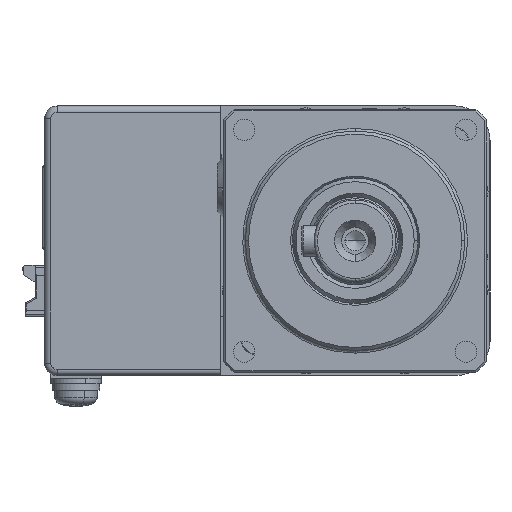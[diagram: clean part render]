
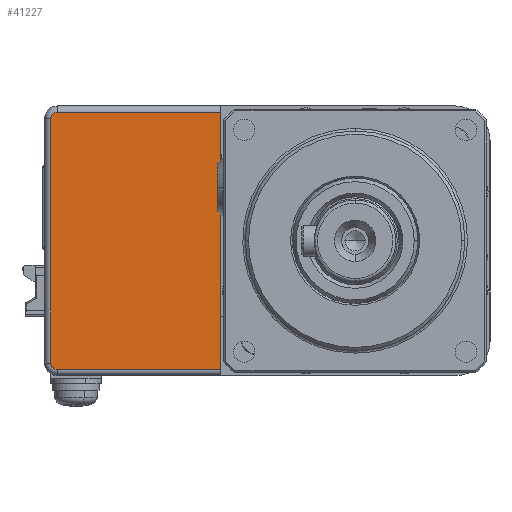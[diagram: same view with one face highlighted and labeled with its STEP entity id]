
A CAD part, left-side view. The second image highlights one B-rep face of the part: STEP entity #41227.
In plain terms, the highlighted planar face has unit normal (-1, 0, 0).
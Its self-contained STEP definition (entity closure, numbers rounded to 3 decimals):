
#2585 = AXIS2_PLACEMENT_3D ( 'NONE', #19519, #8739, #127036 ) ;
#3623 = VERTEX_POINT ( 'NONE', #60472 ) ;
#6845 = CARTESIAN_POINT ( 'NONE',  ( -46., 70., -2. ) ) ;
#7078 = VECTOR ( 'NONE', #44990, 1000. ) ;
#8739 = DIRECTION ( 'NONE',  ( 1., 0., 0. ) ) ;
#10095 = ORIENTED_EDGE ( 'NONE', *, *, #62599, .T. ) ;
#11194 = EDGE_CURVE ( 'NONE', #63569, #3623, #26984, .T. ) ;
#13041 = DIRECTION ( 'NONE',  ( -1., 0., 0. ) ) ;
#13772 = VERTEX_POINT ( 'NONE', #85723 ) ;
#19519 = CARTESIAN_POINT ( 'NONE',  ( -46., 0., 0. ) ) ;
#20242 = EDGE_CURVE ( 'NONE', #3623, #66949, #79772, .T. ) ;
#23703 = DIRECTION ( 'NONE',  ( 0., 0., -1. ) ) ;
#25453 = ORIENTED_EDGE ( 'NONE', *, *, #43826, .T. ) ;
#26984 = LINE ( 'NONE', #86643, #137963 ) ;
#32439 = DIRECTION ( 'NONE',  ( -1., 0., 0. ) ) ;
#33356 = DIRECTION ( 'NONE',  ( 0., 0., -1. ) ) ;
#33485 = EDGE_LOOP ( 'NONE', ( #136271, #72013, #46504, #25453, #10095, #42024 ) ) ;
#41088 = PLANE ( 'NONE',  #2585 ) ;
#41227 = ADVANCED_FACE ( 'NONE', ( #111265 ), #41088, .F. ) ;
#42024 = ORIENTED_EDGE ( 'NONE', *, *, #11194, .T. ) ;
#42947 = EDGE_CURVE ( 'NONE', #66949, #13772, #133193, .T. ) ;
#43826 = EDGE_CURVE ( 'NONE', #77250, #51992, #95984, .T. ) ;
#44990 = DIRECTION ( 'NONE',  ( 0., 0., -1. ) ) ;
#46504 = ORIENTED_EDGE ( 'NONE', *, *, #80931, .F. ) ;
#49211 = VECTOR ( 'NONE', #78219, 1000. ) ;
#49643 = CARTESIAN_POINT ( 'NONE',  ( -46., 69., -42. ) ) ;
#51992 = VERTEX_POINT ( 'NONE', #114377 ) ;
#54058 = LINE ( 'NONE', #120136, #7078 ) ;
#60472 = CARTESIAN_POINT ( 'NONE',  ( -46., 70., -41. ) ) ;
#62599 = EDGE_CURVE ( 'NONE', #51992, #63569, #69404, .T. ) ;
#63569 = VERTEX_POINT ( 'NONE', #6845 ) ;
#66949 = VERTEX_POINT ( 'NONE', #49643 ) ;
#69404 = CIRCLE ( 'NONE', #87496, 1. ) ;
#72013 = ORIENTED_EDGE ( 'NONE', *, *, #42947, .T. ) ;
#74610 = CARTESIAN_POINT ( 'NONE',  ( -46., 0., -1. ) ) ;
#76412 = CARTESIAN_POINT ( 'NONE',  ( -46., 69., -41. ) ) ;
#77250 = VERTEX_POINT ( 'NONE', #100023 ) ;
#77490 = VECTOR ( 'NONE', #84517, 1000. ) ;
#78219 = DIRECTION ( 'NONE',  ( 0., -1., 0. ) ) ;
#79772 = CIRCLE ( 'NONE', #105644, 1. ) ;
#80931 = EDGE_CURVE ( 'NONE', #77250, #13772, #54058, .T. ) ;
#84517 = DIRECTION ( 'NONE',  ( 0., 1., 0. ) ) ;
#85723 = CARTESIAN_POINT ( 'NONE',  ( -46., 43., -42. ) ) ;
#86643 = CARTESIAN_POINT ( 'NONE',  ( -46., 70., 0. ) ) ;
#87496 = AXIS2_PLACEMENT_3D ( 'NONE', #108056, #32439, #33356 ) ;
#95984 = LINE ( 'NONE', #74610, #77490 ) ;
#100023 = CARTESIAN_POINT ( 'NONE',  ( -46., 43., -1. ) ) ;
#105644 = AXIS2_PLACEMENT_3D ( 'NONE', #76412, #13041, #130024 ) ;
#108056 = CARTESIAN_POINT ( 'NONE',  ( -46., 69., -2. ) ) ;
#111265 = FACE_OUTER_BOUND ( 'NONE', #33485, .T. ) ;
#114377 = CARTESIAN_POINT ( 'NONE',  ( -46., 69., -1. ) ) ;
#120136 = CARTESIAN_POINT ( 'NONE',  ( -46., 43., 0. ) ) ;
#127036 = DIRECTION ( 'NONE',  ( 0., 0., -1. ) ) ;
#130024 = DIRECTION ( 'NONE',  ( 0., 0., -1. ) ) ;
#133193 = LINE ( 'NONE', #134114, #49211 ) ;
#134114 = CARTESIAN_POINT ( 'NONE',  ( -46., 43., -42. ) ) ;
#136271 = ORIENTED_EDGE ( 'NONE', *, *, #20242, .T. ) ;
#137963 = VECTOR ( 'NONE', #23703, 1000. ) ;
